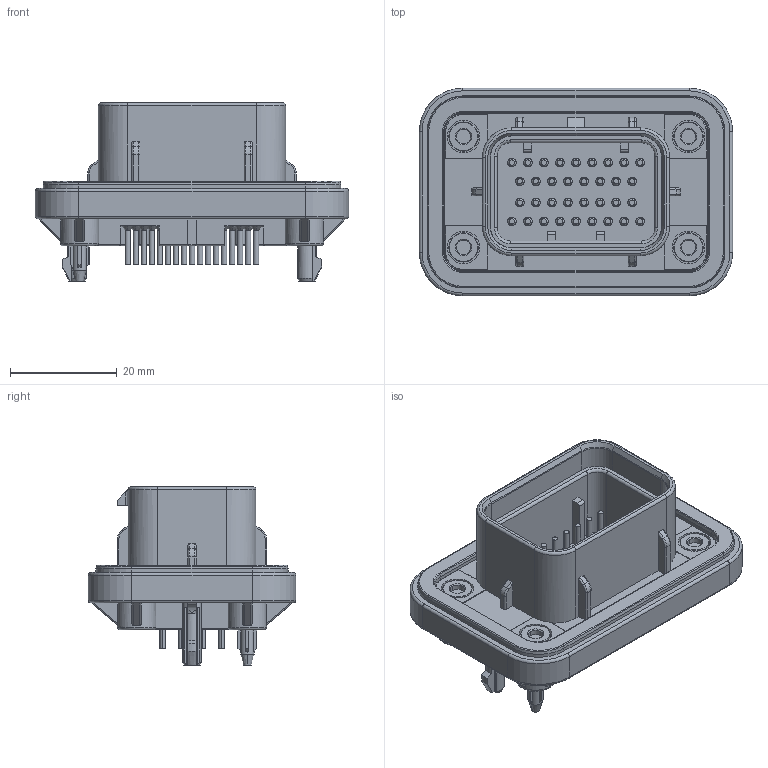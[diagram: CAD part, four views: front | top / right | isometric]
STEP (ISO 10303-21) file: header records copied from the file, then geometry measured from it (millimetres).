
FILE_DESCRIPTION((''),'2;1');
FILE_NAME('C-2388688-2','2024-01-19T02:41:47',('workeradm'),('TE Connectivity Ltd.'),'CREO PARAMETRIC BY PTC INC, 2021072','CREO PARAMETRIC BY PTC INC, 2021072','');
FILE_SCHEMA(('AUTOMOTIVE_DESIGN { 1 0 10303 214 1 1 1 1 }'));
Length unit declared in the file: millimetre
Products named in the file (1): C-2388688-2
Bounding box: 58.56 x 38.8 x 33.32 mm (x, y, z)
Volume: 18436.2 mm3; surface area: 13191.3 mm2
Topology: 1 solids, 1 shells, 1089 faces, 2716 edges, 1722 vertices
Faces by surface type: plane 424, cylinder 413, cone 180, torus 63, bspline 9
Entity records: 34191 total; most frequent: CARTESIAN_POINT 7602, DIRECTION 5818, ORIENTED_EDGE 5432, EDGE_CURVE 2716, AXIS2_PLACEMENT_3D 2216, VERTEX_POINT 1722, VECTOR 1386, LINE 1386
